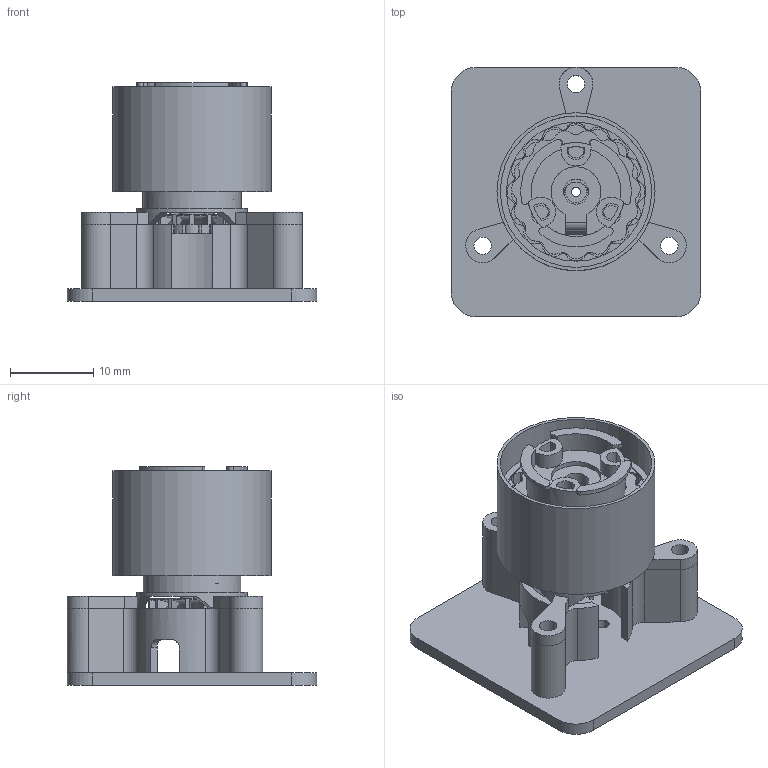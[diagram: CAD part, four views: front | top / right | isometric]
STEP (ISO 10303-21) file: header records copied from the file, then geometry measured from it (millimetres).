
FILE_DESCRIPTION(/* description */ ('STEP AP242','CAx-IF Rec.Pracs.---Representation and Presentation of Product Manufacturing Information (PMI)---4.0---2014-10-13','CAx-IF Rec.Pracs.---3D Tessellated Geometry---0.4---2014-09-14','2;1'),/* implementation_level */ '2;1');
FILE_NAME(/* name */ '66cc98401de0c74fb226a9b6',/* time_stamp */ '2024-08-26T14:59:13Z',/* author */ (''),/* organization */ (''),/* preprocessor_version */ 'ST-DEVELOPER v20',/* originating_system */ ' ',/* authorisation */ ' ');
FILE_SCHEMA (('AP242_MANAGED_MODEL_BASED_3D_ENGINEERING_MIM_LF { 1 0 10303 442 1 1 4 }'));
Length unit declared in the file: metre
Products named in the file (8): top; output disc; center shaft bottom; 2nd disc; 1st disk; base gearbox plate; motor mount; center shaft top
Bounding box: 30 x 30 x 26.3 mm (x, y, z)
Volume: 4289.7 mm3; surface area: 7786.2 mm2
Topology: 8 solids, 8 shells, 387 faces, 1066 edges, 701 vertices
Faces by surface type: cylinder 194, plane 184, bspline 9
Full cylindrical faces by diameter (mm): 1.1 x2, 1.6 x3, 1.85 x3, 2.1 x6, 2.2 x6, 2.9 x2, 3 x2, 3.46 x2, 4.5 x3, 6 x2, 10.5 x1, 11.8 x2, 13.3 x1, 16.7 x2, 18.2 x2, 19 x1
Entity records: 14189 total; most frequent: CARTESIAN_POINT 3947, DIRECTION 2202, ORIENTED_EDGE 2022, EDGE_CURVE 1011, AXIS2_PLACEMENT_3D 874, VERTEX_POINT 689, EDGE_LOOP 500, FACE_BOUND 500
